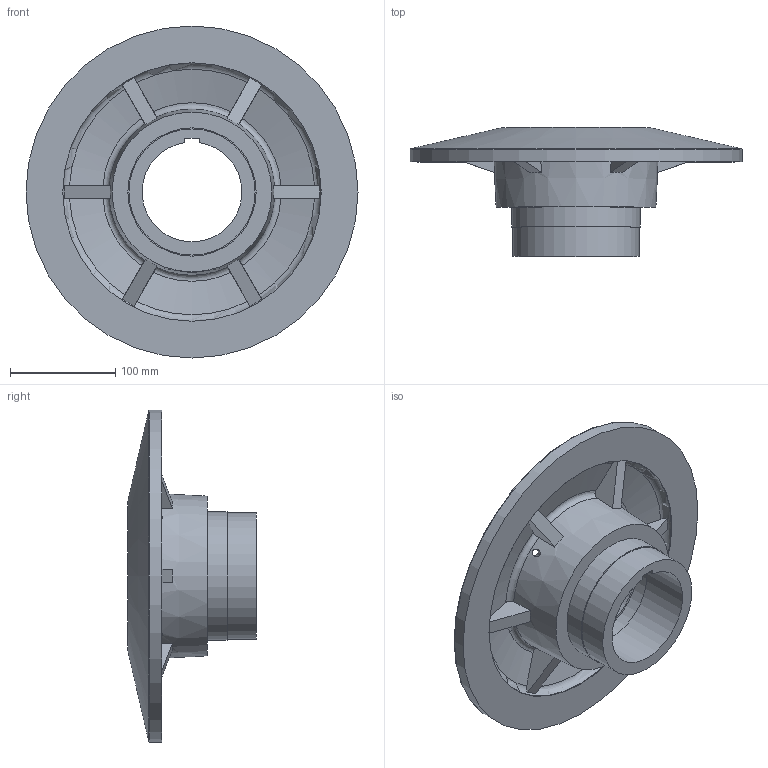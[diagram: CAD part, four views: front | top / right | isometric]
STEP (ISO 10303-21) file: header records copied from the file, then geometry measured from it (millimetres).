
FILE_DESCRIPTION(/* description */ (''),/* implementation_level */ '2;1');
FILE_NAME(/* name */ 'Part 065.stp',/* time_stamp */ '2015-02-23T18:35:00+02:00',/* author */ ('SFC'),/* organization */ (''),/* preprocessor_version */ 'ST-DEVELOPER v15.2',/* originating_system */ 'Autodesk Inventor 2014',/* authorisation */ '');
FILE_SCHEMA (('AUTOMOTIVE_DESIGN { 1 0 10303 214 3 1 1 }'));
Length unit declared in the file: millimetre
Products named in the file (1): Part 065
Bounding box: 316 x 122.72 x 316 mm (x, y, z)
Volume: 1682764.8 mm3; surface area: 257837.6 mm2
Topology: 1 solids, 1 shells, 65 faces, 177 edges, 120 vertices
Faces by surface type: plane 31, cylinder 16, cone 10, torus 8
Full cylindrical faces by diameter (mm): 6 x1, 7 x4, 120 x3, 122 x1, 124 x1, 137 x1, 246 x1, 316 x1
Entity records: 2646 total; most frequent: CARTESIAN_POINT 1145, ORIENTED_EDGE 304, DIRECTION 262, EDGE_CURVE 152, AXIS2_PLACEMENT_3D 116, VERTEX_POINT 113, EDGE_LOOP 101, ADVANCED_FACE 65
